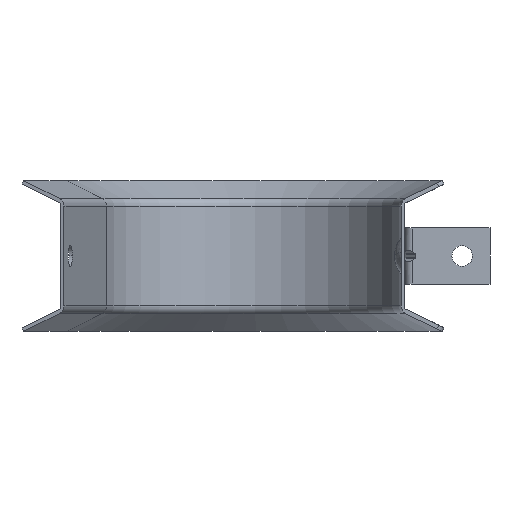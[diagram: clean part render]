
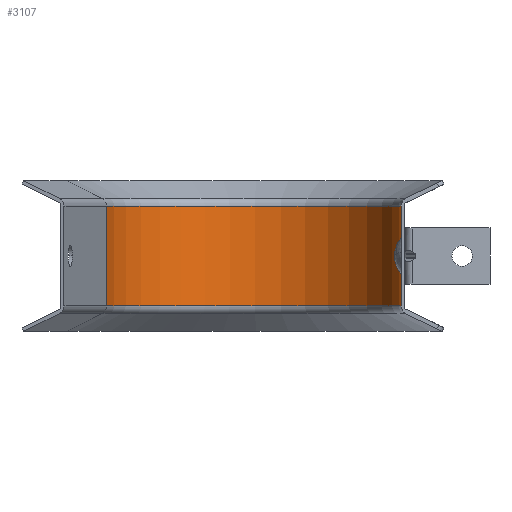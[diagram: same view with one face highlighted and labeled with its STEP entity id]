
A CAD part, front view. The second image highlights one B-rep face of the part: STEP entity #3107.
In plain terms, the highlighted cylindrical face has radius 50.8 mm (diameter 101.6 mm), a partial arc.
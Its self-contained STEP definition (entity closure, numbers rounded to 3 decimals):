
#71 = VERTEX_POINT ( 'NONE', #2782 ) ;
#122 = CIRCLE ( 'NONE', #2415, 50.8 ) ;
#178 = FACE_OUTER_BOUND ( 'NONE', #975, .T. ) ;
#298 = VECTOR ( 'NONE', #973, 1000. ) ;
#347 = DIRECTION ( 'NONE',  ( 0., 0., 1. ) ) ;
#468 = CIRCLE ( 'NONE', #1014, 50.8 ) ;
#510 = DIRECTION ( 'NONE',  ( 0., 0., 1. ) ) ;
#592 = CARTESIAN_POINT ( 'NONE',  ( -52.15, -125.85, 0. ) ) ;
#653 = CARTESIAN_POINT ( 'NONE',  ( -101.805, -136.577, -18.843 ) ) ;
#783 = EDGE_CURVE ( 'NONE', #71, #2747, #3958, .T. ) ;
#898 = CARTESIAN_POINT ( 'NONE',  ( -1.35, -125.85, 16.97 ) ) ;
#973 = DIRECTION ( 'NONE',  ( 0., 0., 1. ) ) ;
#975 = EDGE_LOOP ( 'NONE', ( #3891, #3215, #2958, #1069 ) ) ;
#1014 = AXIS2_PLACEMENT_3D ( 'NONE', #1901, #1513, #3221 ) ;
#1069 = ORIENTED_EDGE ( 'NONE', *, *, #2633, .T. ) ;
#1162 = VECTOR ( 'NONE', #347, 1000. ) ;
#1241 = CYLINDRICAL_SURFACE ( 'NONE', #4068, 50.8 ) ;
#1513 = DIRECTION ( 'NONE',  ( 0., 0., -1. ) ) ;
#1662 = LINE ( 'NONE', #653, #298 ) ;
#1764 = EDGE_CURVE ( 'NONE', #71, #4140, #468, .T. ) ;
#1901 = CARTESIAN_POINT ( 'NONE',  ( -52.15, -125.85, -16.97 ) ) ;
#1998 = VERTEX_POINT ( 'NONE', #4015 ) ;
#2021 = CARTESIAN_POINT ( 'NONE',  ( -1.35, -125.85, -18.843 ) ) ;
#2198 = DIRECTION ( 'NONE',  ( 0., 0., -1. ) ) ;
#2415 = AXIS2_PLACEMENT_3D ( 'NONE', #3520, #510, #3816 ) ;
#2633 = EDGE_CURVE ( 'NONE', #1998, #2747, #122, .T. ) ;
#2699 = CARTESIAN_POINT ( 'NONE',  ( -101.805, -136.577, -16.97 ) ) ;
#2747 = VERTEX_POINT ( 'NONE', #898 ) ;
#2782 = CARTESIAN_POINT ( 'NONE',  ( -1.35, -125.85, -16.97 ) ) ;
#2958 = ORIENTED_EDGE ( 'NONE', *, *, #3656, .T. ) ;
#3107 = ADVANCED_FACE ( 'NONE', ( #178 ), #1241, .F. ) ;
#3168 = DIRECTION ( 'NONE',  ( -1., 0., 0. ) ) ;
#3215 = ORIENTED_EDGE ( 'NONE', *, *, #1764, .T. ) ;
#3221 = DIRECTION ( 'NONE',  ( 1., 0., 0. ) ) ;
#3520 = CARTESIAN_POINT ( 'NONE',  ( -52.15, -125.85, 16.97 ) ) ;
#3656 = EDGE_CURVE ( 'NONE', #4140, #1998, #1662, .T. ) ;
#3816 = DIRECTION ( 'NONE',  ( 1., 0., 0. ) ) ;
#3891 = ORIENTED_EDGE ( 'NONE', *, *, #783, .F. ) ;
#3958 = LINE ( 'NONE', #2021, #1162 ) ;
#4015 = CARTESIAN_POINT ( 'NONE',  ( -101.805, -136.577, 16.97 ) ) ;
#4068 = AXIS2_PLACEMENT_3D ( 'NONE', #592, #2198, #3168 ) ;
#4140 = VERTEX_POINT ( 'NONE', #2699 ) ;
